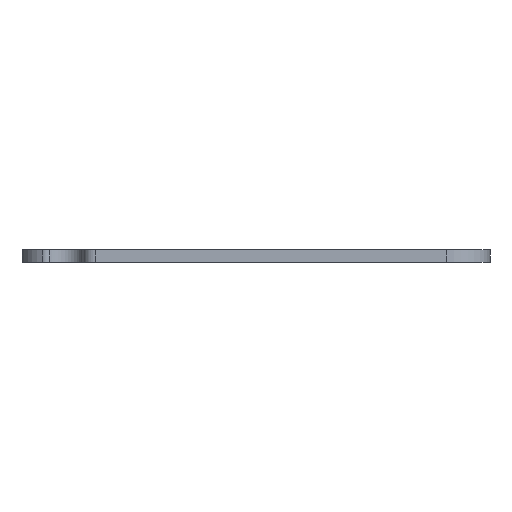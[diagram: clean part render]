
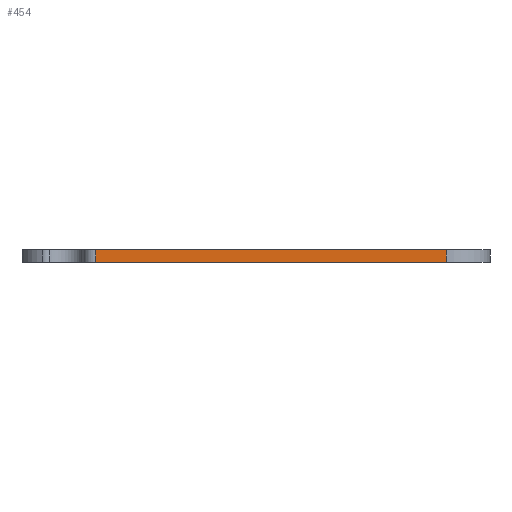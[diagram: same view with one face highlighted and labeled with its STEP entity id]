
A CAD part, left-side view. The second image highlights one B-rep face of the part: STEP entity #454.
In plain terms, the highlighted planar face has unit normal (-1, 0, 0).
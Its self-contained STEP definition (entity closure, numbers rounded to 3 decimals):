
#396=CARTESIAN_POINT('',(-20.,-8.587,1.0));
#397=VERTEX_POINT('',#396);
#405=CARTESIAN_POINT('',(-20.,-8.587,0.0));
#406=VERTEX_POINT('',#405);
#407=CARTESIAN_POINT('',(-20.,-8.587,0.0));
#408=DIRECTION('',(0.0,0.0,1.0));
#409=VECTOR('',#408,1.0);
#410=LINE('',#407,#409);
#411=EDGE_CURVE('',#406,#397,#410,.T.);
#424=CARTESIAN_POINT('',(-20.,15.413,0.0));
#425=DIRECTION('',(-1.0,0.0,0.0));
#426=DIRECTION('',(0.0,0.0,1.0));
#427=AXIS2_PLACEMENT_3D('',#424,#425,#426);
#428=PLANE('',#427);
#429=CARTESIAN_POINT('',(-20.,19.363,1.0));
#430=VERTEX_POINT('',#429);
#431=CARTESIAN_POINT('',(-20.,-8.587,1.0));
#432=DIRECTION('',(0.0,1.0,0.0));
#433=VECTOR('',#432,27.95);
#434=LINE('',#431,#433);
#435=EDGE_CURVE('',#397,#430,#434,.T.);
#436=ORIENTED_EDGE('',*,*,#435,.T.);
#437=CARTESIAN_POINT('',(-20.,19.363,0.0));
#438=VERTEX_POINT('',#437);
#439=CARTESIAN_POINT('',(-20.,19.363,0.0));
#440=DIRECTION('',(0.0,0.0,1.0));
#441=VECTOR('',#440,1.0);
#442=LINE('',#439,#441);
#443=EDGE_CURVE('',#438,#430,#442,.T.);
#444=ORIENTED_EDGE('',*,*,#443,.F.);
#445=CARTESIAN_POINT('',(-20.,19.363,0.0));
#446=DIRECTION('',(0.0,-1.0,0.0));
#447=VECTOR('',#446,27.95);
#448=LINE('',#445,#447);
#449=EDGE_CURVE('',#438,#406,#448,.T.);
#450=ORIENTED_EDGE('',*,*,#449,.T.);
#451=ORIENTED_EDGE('',*,*,#411,.T.);
#452=EDGE_LOOP('',(#436,#444,#450,#451));
#453=FACE_OUTER_BOUND('',#452,.T.);
#454=ADVANCED_FACE('',(#453),#428,.T.);
